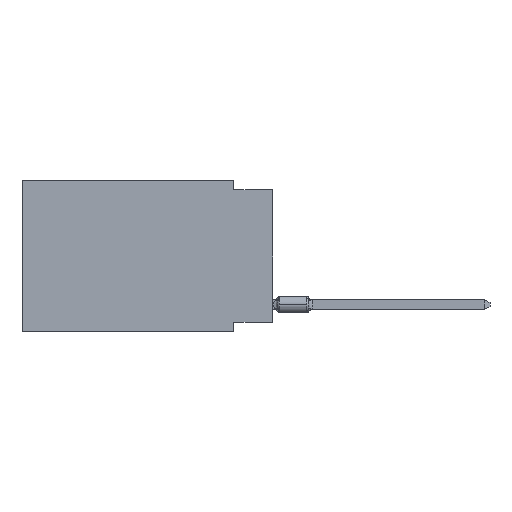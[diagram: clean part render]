
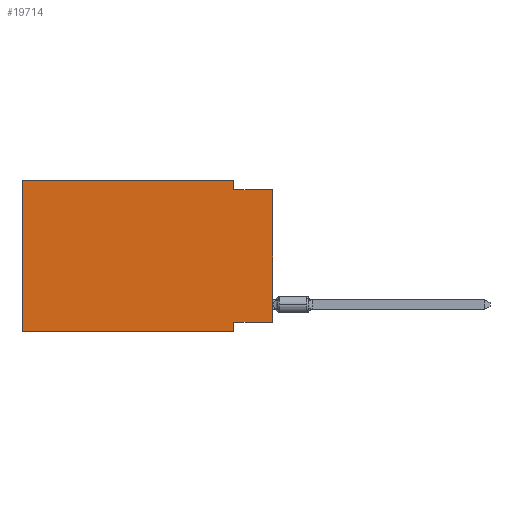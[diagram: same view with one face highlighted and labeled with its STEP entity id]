
A CAD part, left-side view. The second image highlights one B-rep face of the part: STEP entity #19714.
In plain terms, the highlighted planar face has unit normal (-1, 0, 0).
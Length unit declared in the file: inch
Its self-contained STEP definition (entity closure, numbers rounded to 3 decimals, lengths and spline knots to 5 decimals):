
#87 = DIRECTION ( 'NONE',  ( 0., 0., -1. ) ) ;
#330 = EDGE_CURVE ( 'NONE', #18662, #12014, #6406, .T. ) ;
#672 = CARTESIAN_POINT ( 'NONE',  ( 0., 0.1, -0.025 ) ) ;
#1034 = VECTOR ( 'NONE', #24571, 39.37008 ) ;
#1276 = EDGE_LOOP ( 'NONE', ( #2673, #11484, #6385, #22698, #17691, #17084, #26209, #14496 ) ) ;
#1750 = EDGE_CURVE ( 'NONE', #15849, #5122, #13642, .T. ) ;
#2180 = PLANE ( 'NONE',  #18351 ) ;
#2673 = ORIENTED_EDGE ( 'NONE', *, *, #10227, .T. ) ;
#2743 = EDGE_CURVE ( 'NONE', #7447, #14834, #13192, .T. ) ;
#4331 = DIRECTION ( 'NONE',  ( 1., 0., 0. ) ) ;
#5122 = VERTEX_POINT ( 'NONE', #21672 ) ;
#5208 = VECTOR ( 'NONE', #24024, 39.37008 ) ;
#5301 = CARTESIAN_POINT ( 'NONE',  ( 0., 0., -0.365 ) ) ;
#5943 = LINE ( 'NONE', #15867, #5208 ) ;
#6385 = ORIENTED_EDGE ( 'NONE', *, *, #330, .F. ) ;
#6406 = LINE ( 'NONE', #12010, #23844 ) ;
#7295 = DIRECTION ( 'NONE',  ( 0., -1., 0. ) ) ;
#7447 = VERTEX_POINT ( 'NONE', #24397 ) ;
#8088 = LINE ( 'NONE', #18270, #1034 ) ;
#8169 = EDGE_CURVE ( 'NONE', #23508, #15849, #11571, .T. ) ;
#8911 = DIRECTION ( 'NONE',  ( 0., 0., 1. ) ) ;
#9632 = CARTESIAN_POINT ( 'NONE',  ( 0., 0.645, -0.39 ) ) ;
#9707 = VECTOR ( 'NONE', #7295, 39.37008 ) ;
#9946 = LINE ( 'NONE', #17612, #9707 ) ;
#10073 = CARTESIAN_POINT ( 'NONE',  ( 0., 0.645, 0. ) ) ;
#10221 = VECTOR ( 'NONE', #8911, 39.37008 ) ;
#10227 = EDGE_CURVE ( 'NONE', #23508, #18968, #8088, .T. ) ;
#11484 = ORIENTED_EDGE ( 'NONE', *, *, #22864, .F. ) ;
#11571 = LINE ( 'NONE', #5301, #21139 ) ;
#12010 = CARTESIAN_POINT ( 'NONE',  ( 0., 0.1, 0. ) ) ;
#12014 = VERTEX_POINT ( 'NONE', #672 ) ;
#12111 = CARTESIAN_POINT ( 'NONE',  ( 0., 0.1, -0.39 ) ) ;
#13192 = LINE ( 'NONE', #16703, #10221 ) ;
#13642 = LINE ( 'NONE', #12111, #21291 ) ;
#14496 = ORIENTED_EDGE ( 'NONE', *, *, #8169, .F. ) ;
#14625 = DIRECTION ( 'NONE',  ( 0., 0., -1. ) ) ;
#14834 = VERTEX_POINT ( 'NONE', #15179 ) ;
#15179 = CARTESIAN_POINT ( 'NONE',  ( 0., 0.645, 0. ) ) ;
#15367 = EDGE_CURVE ( 'NONE', #7447, #5122, #19808, .T. ) ;
#15849 = VERTEX_POINT ( 'NONE', #24455 ) ;
#15867 = CARTESIAN_POINT ( 'NONE',  ( 0., 0., -0.025 ) ) ;
#16239 = EDGE_CURVE ( 'NONE', #14834, #18662, #9946, .T. ) ;
#16703 = CARTESIAN_POINT ( 'NONE',  ( 0., 0.645, 0. ) ) ;
#17084 = ORIENTED_EDGE ( 'NONE', *, *, #15367, .T. ) ;
#17612 = CARTESIAN_POINT ( 'NONE',  ( 0., 0.645, 0. ) ) ;
#17691 = ORIENTED_EDGE ( 'NONE', *, *, #2743, .F. ) ;
#18270 = CARTESIAN_POINT ( 'NONE',  ( 0., 0., 0. ) ) ;
#18351 = AXIS2_PLACEMENT_3D ( 'NONE', #10073, #4331, #14625 ) ;
#18662 = VERTEX_POINT ( 'NONE', #23174 ) ;
#18968 = VERTEX_POINT ( 'NONE', #24882 ) ;
#19714 = ADVANCED_FACE ( 'NONE', ( #24547 ), #2180, .F. ) ;
#19808 = LINE ( 'NONE', #9632, #24664 ) ;
#19811 = DIRECTION ( 'NONE',  ( 0., 0., -1. ) ) ;
#19894 = DIRECTION ( 'NONE',  ( 0., 1., 0. ) ) ;
#21029 = CARTESIAN_POINT ( 'NONE',  ( 0., 0., -0.365 ) ) ;
#21139 = VECTOR ( 'NONE', #19894, 39.37008 ) ;
#21291 = VECTOR ( 'NONE', #19811, 39.37008 ) ;
#21672 = CARTESIAN_POINT ( 'NONE',  ( 0., 0.1, -0.39 ) ) ;
#22196 = DIRECTION ( 'NONE',  ( 0., -1., 0. ) ) ;
#22698 = ORIENTED_EDGE ( 'NONE', *, *, #16239, .F. ) ;
#22864 = EDGE_CURVE ( 'NONE', #12014, #18968, #5943, .T. ) ;
#23174 = CARTESIAN_POINT ( 'NONE',  ( 0., 0.1, 0. ) ) ;
#23508 = VERTEX_POINT ( 'NONE', #21029 ) ;
#23844 = VECTOR ( 'NONE', #87, 39.37008 ) ;
#24024 = DIRECTION ( 'NONE',  ( 0., -1., 0. ) ) ;
#24397 = CARTESIAN_POINT ( 'NONE',  ( 0., 0.645, -0.39 ) ) ;
#24455 = CARTESIAN_POINT ( 'NONE',  ( 0., 0.1, -0.365 ) ) ;
#24547 = FACE_OUTER_BOUND ( 'NONE', #1276, .T. ) ;
#24571 = DIRECTION ( 'NONE',  ( 0., 0., 1. ) ) ;
#24664 = VECTOR ( 'NONE', #22196, 39.37008 ) ;
#24882 = CARTESIAN_POINT ( 'NONE',  ( 0., 0., -0.025 ) ) ;
#26209 = ORIENTED_EDGE ( 'NONE', *, *, #1750, .F. ) ;
